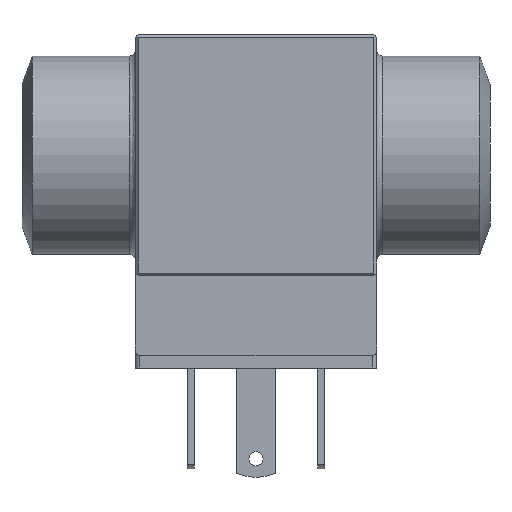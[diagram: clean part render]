
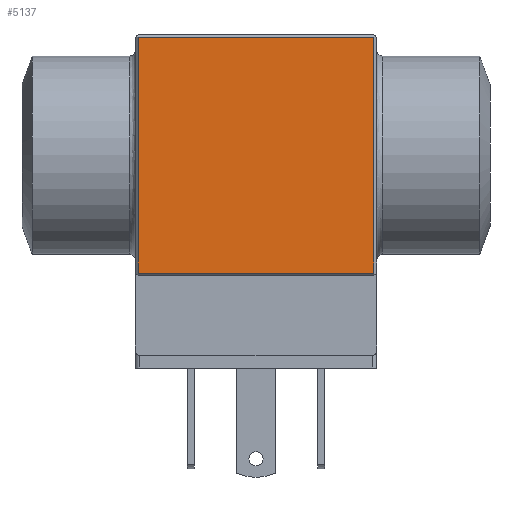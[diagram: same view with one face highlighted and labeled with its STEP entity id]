
A CAD part, front view. The second image highlights one B-rep face of the part: STEP entity #5137.
In plain terms, the highlighted planar face has unit normal (0, -1, 0).
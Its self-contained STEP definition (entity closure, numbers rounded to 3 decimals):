
#68 = CARTESIAN_POINT ( 'NONE',  ( -8.3, -8., -8.5 ) ) ;
#304 = CARTESIAN_POINT ( 'NONE',  ( -8.3, -8., 8.3 ) ) ;
#460 = EDGE_LOOP ( 'NONE', ( #6223, #6380, #4308, #11958 ) ) ;
#876 = CARTESIAN_POINT ( 'NONE',  ( -8.3, -8., -8.3 ) ) ;
#1795 = VERTEX_POINT ( 'NONE', #6221 ) ;
#1847 = FACE_OUTER_BOUND ( 'NONE', #460, .T. ) ;
#1964 = CARTESIAN_POINT ( 'NONE',  ( -16.5, -8., -8.5 ) ) ;
#2601 = EDGE_CURVE ( 'NONE', #1795, #12603, #8067, .T. ) ;
#4217 = DIRECTION ( 'NONE',  ( -1., 0., 0. ) ) ;
#4308 = ORIENTED_EDGE ( 'NONE', *, *, #10038, .F. ) ;
#5068 = VERTEX_POINT ( 'NONE', #10484 ) ;
#5137 = ADVANCED_FACE ( 'NONE', ( #1847 ), #10737, .T. ) ;
#6221 = CARTESIAN_POINT ( 'NONE',  ( 8.3, -8., -8.3 ) ) ;
#6223 = ORIENTED_EDGE ( 'NONE', *, *, #2601, .T. ) ;
#6380 = ORIENTED_EDGE ( 'NONE', *, *, #13102, .T. ) ;
#6490 = LINE ( 'NONE', #304, #12244 ) ;
#6618 = VECTOR ( 'NONE', #7744, 1000. ) ;
#6640 = CARTESIAN_POINT ( 'NONE',  ( -8.3, -8., 8.3 ) ) ;
#6877 = DIRECTION ( 'NONE',  ( -1., 0., 0. ) ) ;
#7727 = VECTOR ( 'NONE', #10515, 1000. ) ;
#7744 = DIRECTION ( 'NONE',  ( 0., 0., 1. ) ) ;
#8048 = CARTESIAN_POINT ( 'NONE',  ( 8.3, -8., 8.3 ) ) ;
#8067 = LINE ( 'NONE', #9394, #7727 ) ;
#9394 = CARTESIAN_POINT ( 'NONE',  ( 8.3, -8., -8.3 ) ) ;
#10024 = VECTOR ( 'NONE', #4217, 1000. ) ;
#10038 = EDGE_CURVE ( 'NONE', #5068, #12987, #12510, .T. ) ;
#10484 = CARTESIAN_POINT ( 'NONE',  ( -8.3, -8., -8.3 ) ) ;
#10515 = DIRECTION ( 'NONE',  ( 0., 0., 1. ) ) ;
#10737 = PLANE ( 'NONE',  #11681 ) ;
#11233 = EDGE_CURVE ( 'NONE', #1795, #5068, #13344, .T. ) ;
#11681 = AXIS2_PLACEMENT_3D ( 'NONE', #1964, #11770, #11859 ) ;
#11770 = DIRECTION ( 'NONE',  ( 0., -1., 0. ) ) ;
#11859 = DIRECTION ( 'NONE',  ( 0., 0., -1. ) ) ;
#11958 = ORIENTED_EDGE ( 'NONE', *, *, #11233, .F. ) ;
#12244 = VECTOR ( 'NONE', #6877, 1000. ) ;
#12510 = LINE ( 'NONE', #68, #6618 ) ;
#12603 = VERTEX_POINT ( 'NONE', #8048 ) ;
#12987 = VERTEX_POINT ( 'NONE', #6640 ) ;
#13102 = EDGE_CURVE ( 'NONE', #12603, #12987, #6490, .T. ) ;
#13344 = LINE ( 'NONE', #876, #10024 ) ;
